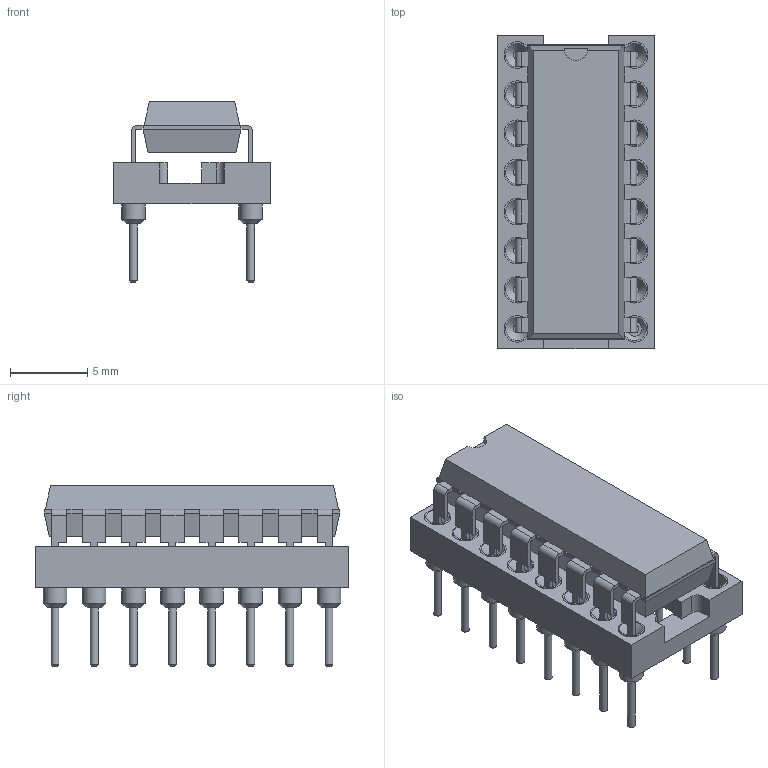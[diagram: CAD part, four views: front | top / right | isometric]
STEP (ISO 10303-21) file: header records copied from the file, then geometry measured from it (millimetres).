
FILE_DESCRIPTION(/* description */ (''),/* implementation_level */ '2;1');
FILE_NAME(/* name */ 'DIP-16-Socketed_W7.62.step',/* time_stamp */ '2024-02-06T06:57:27+11:00',/* author */ (''),/* organization */ (''),/* preprocessor_version */ 'ST-DEVELOPER v20',/* originating_system */ 'Autodesk Translation Framework v12.20.1.177',/* authorisation */ '');
FILE_SCHEMA (('AUTOMOTIVE_DESIGN { 1 0 10303 214 3 1 1 }'));
Length unit declared in the file: millimetre
Products named in the file (3): DIP-16; DIP-16_W7.62mm v1; DIP-16_W7.62mm_Socket v1
Assembly tree (2 placements, depth 2):
  DIP-16
    DIP-16_W7.62mm v1
    DIP-16_W7.62mm_Socket v1
Bounding box: 10.16 x 20.32 x 11.71 mm (x, y, z)
Volume: 790.1 mm3; surface area: 1400 mm2
Topology: 2 solids, 2 shells, 515 faces, 1188 edges, 755 vertices
Faces by surface type: plane 358, cylinder 109, cone 48
Full cylindrical faces by diameter (mm): 0.508 x32, 1.524 x16, 1.724 x16
Entity records: 15027 total; most frequent: DIRECTION 2512, CARTESIAN_POINT 2463, ORIENTED_EDGE 2376, EDGE_CURVE 1188, LINE 904, VECTOR 904, AXIS2_PLACEMENT_3D 804, VERTEX_POINT 755
